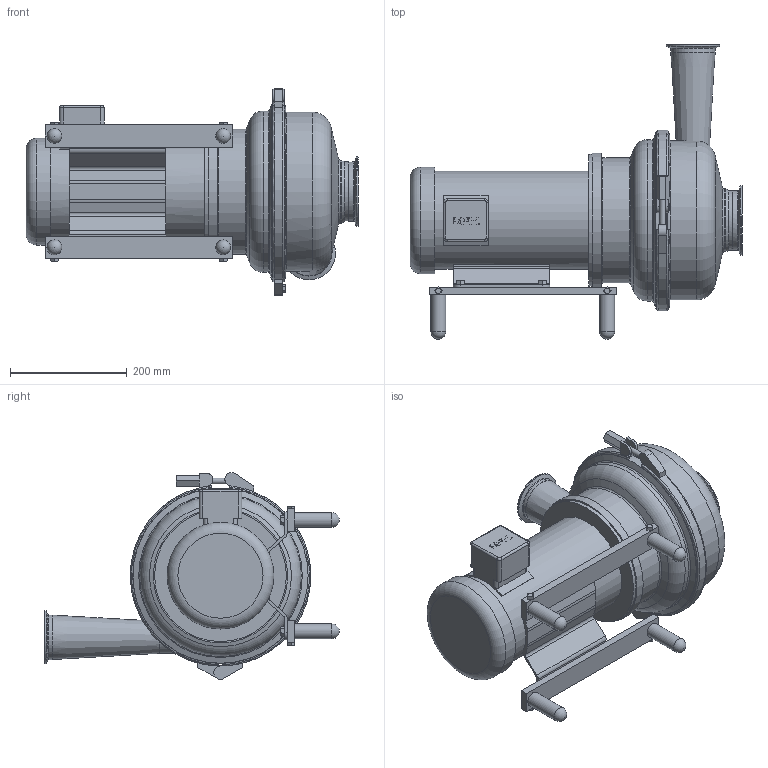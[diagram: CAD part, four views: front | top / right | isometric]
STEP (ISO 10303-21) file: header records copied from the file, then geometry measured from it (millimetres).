
FILE_DESCRIPTION(/* description */ (''),/* implementation_level */ '2;1');
FILE_NAME(/* name */ 'W+_W+60-110_182TC_4.0x3.0_S-Line_3HP_SM.stp',/* time_stamp */ '2020-11-04T16:23:03+06:00',/* author */ ('KRXREM'),/* organization */ (''),/* preprocessor_version */ 'ST-DEVELOPER v17',/* originating_system */ 'Autodesk Inventor 2018',/* authorisation */ '');
FILE_SCHEMA (('AUTOMOTIVE_DESIGN { 1 0 10303 214 3 1 1 }'));
Length unit declared in the file: inch
Products named in the file (1): W+_W+60-110_182TC_4.0x3.0_S-Line_3HP_SM
Bounding box: 568.03 x 503.9 x 353.89 mm (x, y, z)
Volume: 20388922.6 mm3; surface area: 740990.4 mm2
Topology: 1 solids, 1 shells, 398 faces, 1074 edges, 692 vertices
Faces by surface type: plane 207, cone 73, cylinder 64, bspline 29, torus 21, sphere 4
Full cylindrical faces by diameter (mm): 10 x1, 25.4 x4, 71.984 x1, 76.327 x1, 90.907 x1, 97.384 x1, 101.727 x1, 102 x1, 107.774 x1, 118.923 x1, 167.894 x1, 182.626 x1, 214 x1, 225.552 x1, 230 x1, 272 x1, 276 x1, 284 x1, 300 x1
Entity records: 13042 total; most frequent: CARTESIAN_POINT 2985, ORIENTED_EDGE 2140, DIRECTION 1967, EDGE_CURVE 1070, AXIS2_PLACEMENT_3D 703, VERTEX_POINT 692, LINE 561, VECTOR 561
